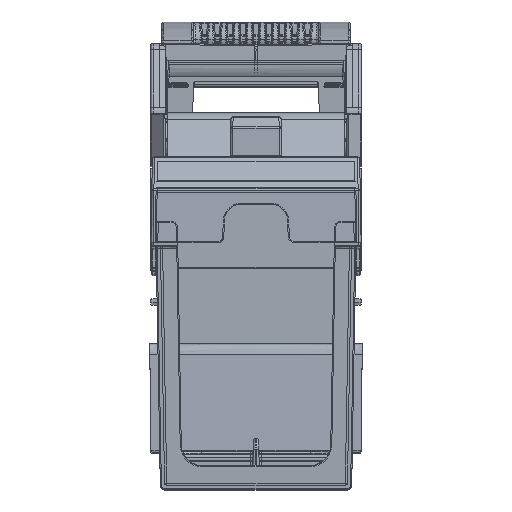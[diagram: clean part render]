
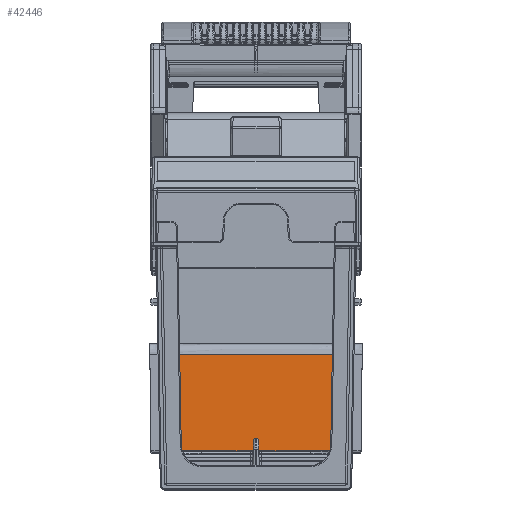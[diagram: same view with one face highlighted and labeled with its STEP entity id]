
A CAD part, top view. The second image highlights one B-rep face of the part: STEP entity #42446.
In plain terms, the highlighted planar face has unit normal (0, 0.018, 1).
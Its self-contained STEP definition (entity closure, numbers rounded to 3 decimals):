
#36151=ELLIPSE('',#117266,1.,1.);
#36152=ELLIPSE('',#117267,1.,1.);
#36153=ELLIPSE('',#117268,1.,1.);
#36154=ELLIPSE('',#117269,1.,1.);
#36155=ELLIPSE('',#117270,1.,1.);
#36156=ELLIPSE('',#117271,1.,1.);
#37490=FACE_OUTER_BOUND('',#48958,.T.);
#42446=ADVANCED_FACE('',(#37490),#47290,.T.);
#47290=PLANE('',#117272);
#48958=EDGE_LOOP('',(#67308,#67309,#67310,#67311,#67312,#67313,#67314,#67315,
#67316,#67317,#67318,#67319,#67320,#67321,#67322,#67323,#67324,#67325));
#54071=LINE('',#143786,#59455);
#54240=LINE('',#145350,#59652);
#54298=LINE('',#148800,#59710);
#54299=LINE('',#148804,#59711);
#54300=LINE('',#148808,#59712);
#54301=LINE('',#148810,#59713);
#54302=LINE('',#148812,#59714);
#54303=LINE('',#148816,#59715);
#54304=LINE('',#148820,#59716);
#54305=LINE('',#148821,#59717);
#54306=LINE('',#148825,#59718);
#54307=LINE('',#148829,#59719);
#59455=VECTOR('',#124099,1.);
#59652=VECTOR('',#124404,1.);
#59710=VECTOR('',#124610,1.);
#59711=VECTOR('',#124613,1.);
#59712=VECTOR('',#124616,1.);
#59713=VECTOR('',#124617,1.);
#59714=VECTOR('',#124618,1.);
#59715=VECTOR('',#124621,1.);
#59716=VECTOR('',#124624,1.);
#59717=VECTOR('',#124625,1.);
#59718=VECTOR('',#124628,1.);
#59719=VECTOR('',#124631,1.);
#67308=ORIENTED_EDGE('',*,*,#101036,.F.);
#67309=ORIENTED_EDGE('',*,*,#101037,.F.);
#67310=ORIENTED_EDGE('',*,*,#101038,.T.);
#67311=ORIENTED_EDGE('',*,*,#101039,.T.);
#67312=ORIENTED_EDGE('',*,*,#101040,.F.);
#67313=ORIENTED_EDGE('',*,*,#101041,.T.);
#67314=ORIENTED_EDGE('',*,*,#101042,.F.);
#67315=ORIENTED_EDGE('',*,*,#101043,.T.);
#67316=ORIENTED_EDGE('',*,*,#101044,.T.);
#67317=ORIENTED_EDGE('',*,*,#101045,.F.);
#67318=ORIENTED_EDGE('',*,*,#101046,.F.);
#67319=ORIENTED_EDGE('',*,*,#100525,.F.);
#67320=ORIENTED_EDGE('',*,*,#101047,.F.);
#67321=ORIENTED_EDGE('',*,*,#101048,.F.);
#67322=ORIENTED_EDGE('',*,*,#101049,.T.);
#67323=ORIENTED_EDGE('',*,*,#101050,.F.);
#67324=ORIENTED_EDGE('',*,*,#101051,.F.);
#67325=ORIENTED_EDGE('',*,*,#100818,.F.);
#92464=VERTEX_POINT('',#143787);
#92465=VERTEX_POINT('',#143788);
#92693=VERTEX_POINT('',#145349);
#92694=VERTEX_POINT('',#145351);
#92804=VERTEX_POINT('',#148801);
#92805=VERTEX_POINT('',#148803);
#92806=VERTEX_POINT('',#148805);
#92807=VERTEX_POINT('',#148807);
#92808=VERTEX_POINT('',#148809);
#92809=VERTEX_POINT('',#148811);
#92810=VERTEX_POINT('',#148813);
#92811=VERTEX_POINT('',#148815);
#92812=VERTEX_POINT('',#148817);
#92813=VERTEX_POINT('',#148819);
#92814=VERTEX_POINT('',#148822);
#92815=VERTEX_POINT('',#148824);
#92816=VERTEX_POINT('',#148826);
#92817=VERTEX_POINT('',#148828);
#100525=EDGE_CURVE('',#92464,#92465,#54071,.T.);
#100818=EDGE_CURVE('',#92693,#92694,#54240,.T.);
#101036=EDGE_CURVE('',#92804,#92693,#54298,.T.);
#101037=EDGE_CURVE('',#92805,#92804,#36151,.T.);
#101038=EDGE_CURVE('',#92805,#92806,#54299,.T.);
#101039=EDGE_CURVE('',#92806,#92807,#36152,.T.);
#101040=EDGE_CURVE('',#92808,#92807,#54300,.T.);
#101041=EDGE_CURVE('',#92808,#92809,#54301,.T.);
#101042=EDGE_CURVE('',#92810,#92809,#54302,.T.);
#101043=EDGE_CURVE('',#92810,#92811,#36153,.T.);
#101044=EDGE_CURVE('',#92811,#92812,#54303,.T.);
#101045=EDGE_CURVE('',#92813,#92812,#36154,.T.);
#101046=EDGE_CURVE('',#92465,#92813,#54304,.T.);
#101047=EDGE_CURVE('',#92814,#92464,#54305,.T.);
#101048=EDGE_CURVE('',#92815,#92814,#36155,.T.);
#101049=EDGE_CURVE('',#92815,#92816,#54306,.T.);
#101050=EDGE_CURVE('',#92817,#92816,#36156,.T.);
#101051=EDGE_CURVE('',#92694,#92817,#54307,.T.);
#117266=AXIS2_PLACEMENT_3D('',#148802,#124611,#124612);
#117267=AXIS2_PLACEMENT_3D('',#148806,#124614,#124615);
#117268=AXIS2_PLACEMENT_3D('',#148814,#124619,#124620);
#117269=AXIS2_PLACEMENT_3D('',#148818,#124622,#124623);
#117270=AXIS2_PLACEMENT_3D('',#148823,#124626,#124627);
#117271=AXIS2_PLACEMENT_3D('',#148827,#124629,#124630);
#117272=AXIS2_PLACEMENT_3D('',#148830,#124632,#124633);
#124099=DIRECTION('',(-1.,0.,0.));
#124404=DIRECTION('',(-1.,0.,0.));
#124610=DIRECTION('',(-0.017,-1.,0.017));
#124611=DIRECTION('',(0.,0.017,1.));
#124612=DIRECTION('',(0.,1.,-0.017));
#124613=DIRECTION('',(1.,0.,0.));
#124614=DIRECTION('',(0.,0.017,1.));
#124615=DIRECTION('',(0.,-1.,0.017));
#124616=DIRECTION('',(-0.017,-1.,0.017));
#124617=DIRECTION('',(-1.,0.,0.));
#124618=DIRECTION('',(-0.017,1.,-0.017));
#124619=DIRECTION('',(0.,0.017,1.));
#124620=DIRECTION('',(0.,-1.,0.017));
#124621=DIRECTION('',(1.,0.,0.));
#124622=DIRECTION('',(0.,0.017,1.));
#124623=DIRECTION('',(0.,1.,-0.017));
#124624=DIRECTION('',(-0.017,1.,-0.017));
#124625=DIRECTION('',(-0.017,-1.,0.017));
#124626=DIRECTION('',(0.,0.017,1.));
#124627=DIRECTION('',(0.,1.,-0.017));
#124628=DIRECTION('',(1.,0.,0.));
#124629=DIRECTION('',(0.,0.017,1.));
#124630=DIRECTION('',(0.,1.,-0.017));
#124631=DIRECTION('',(-0.017,1.,-0.017));
#124632=DIRECTION('',(0.,0.017,1.));
#124633=DIRECTION('',(0.,1.,-0.017));
#143786=CARTESIAN_POINT('',(0.,-24.,365.));
#143787=CARTESIAN_POINT('',(-1.349,-24.,365.));
#143788=CARTESIAN_POINT('',(-38.401,-24.,365.));
#145349=CARTESIAN_POINT('',(38.401,-24.,365.));
#145350=CARTESIAN_POINT('',(0.,-24.,365.));
#145351=CARTESIAN_POINT('',(1.349,-24.,365.));
#148800=CARTESIAN_POINT('',(38.405,-23.806,364.997));
#148801=CARTESIAN_POINT('',(38.483,-19.333,364.919));
#148802=CARTESIAN_POINT('',(39.483,-19.35,364.919));
#148803=CARTESIAN_POINT('',(39.483,-18.35,364.901));
#148804=CARTESIAN_POINT('',(49.5,-18.35,364.901));
#148805=CARTESIAN_POINT('',(42.003,-18.35,364.901));
#148806=CARTESIAN_POINT('',(42.003,-17.35,364.884));
#148807=CARTESIAN_POINT('',(43.002,-17.367,364.884));
#148808=CARTESIAN_POINT('',(42.889,-23.885,364.998));
#148809=CARTESIAN_POINT('',(43.674,21.087,364.213));
#148810=CARTESIAN_POINT('',(0.,21.087,364.213));
#148811=CARTESIAN_POINT('',(-43.674,21.087,364.213));
#148812=CARTESIAN_POINT('',(-42.859,-25.612,365.028));
#148813=CARTESIAN_POINT('',(-43.002,-17.367,364.884));
#148814=CARTESIAN_POINT('',(-42.003,-17.35,364.884));
#148815=CARTESIAN_POINT('',(-42.003,-18.35,364.901));
#148816=CARTESIAN_POINT('',(49.5,-18.35,364.901));
#148817=CARTESIAN_POINT('',(-39.483,-18.35,364.901));
#148818=CARTESIAN_POINT('',(-39.483,-19.35,364.919));
#148819=CARTESIAN_POINT('',(-38.483,-19.333,364.919));
#148820=CARTESIAN_POINT('',(-38.375,-25.533,365.027));
#148821=CARTESIAN_POINT('',(-1.333,-23.113,364.985));
#148822=CARTESIAN_POINT('',(-1.267,-19.333,364.919));
#148823=CARTESIAN_POINT('',(-0.267,-19.35,364.919));
#148824=CARTESIAN_POINT('',(-0.267,-18.35,364.901));
#148825=CARTESIAN_POINT('',(49.5,-18.35,364.901));
#148826=CARTESIAN_POINT('',(0.267,-18.35,364.901));
#148827=CARTESIAN_POINT('',(0.267,-19.35,364.919));
#148828=CARTESIAN_POINT('',(1.267,-19.333,364.919));
#148829=CARTESIAN_POINT('',(1.363,-24.84,365.015));
#148830=CARTESIAN_POINT('',(49.5,-24.,365.));
